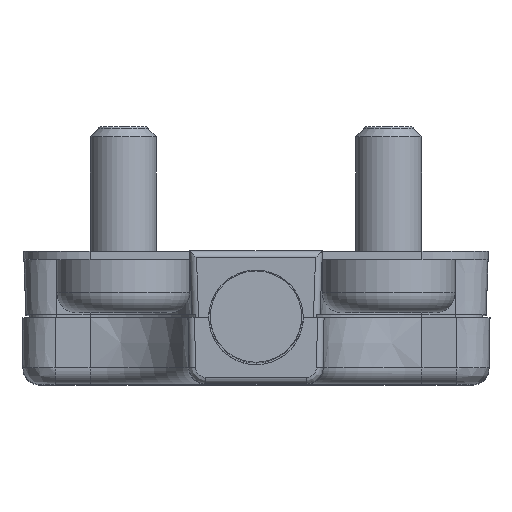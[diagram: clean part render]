
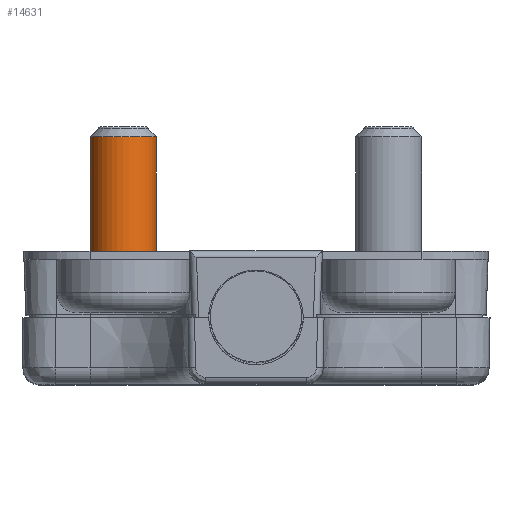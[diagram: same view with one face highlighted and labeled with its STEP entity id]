
A CAD part, top view. The second image highlights one B-rep face of the part: STEP entity #14631.
In plain terms, the highlighted cylindrical face has radius 1 mm (diameter 2 mm), a partial arc.
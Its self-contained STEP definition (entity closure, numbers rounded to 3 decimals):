
#14267=CARTESIAN_POINT('',(-3.7,0.,0.));
#14268=DIRECTION('',(-1.,0.,0.));
#14269=DIRECTION('',(0.,1.,0.));
#14270=AXIS2_PLACEMENT_3D('',#14267,#14268,#14269);
#14272=DIRECTION('',(-1.,0.,0.));
#14273=VECTOR('',#14272,3.7);
#14274=CARTESIAN_POINT('',(0.,-1.,0.));
#14275=LINE('',#14274,#14273);
#14276=CARTESIAN_POINT('',(0.,0.,0.));
#14277=DIRECTION('',(-1.,0.,0.));
#14278=DIRECTION('',(0.,1.,0.));
#14279=AXIS2_PLACEMENT_3D('',#14276,#14277,#14278);
#14281=DIRECTION('',(-1.,0.,0.));
#14282=VECTOR('',#14281,3.7);
#14283=CARTESIAN_POINT('',(0.,1.,0.));
#14284=LINE('',#14283,#14282);
#14449=CARTESIAN_POINT('',(0.,1.,0.));
#14450=CARTESIAN_POINT('',(0.,-1.,0.));
#14451=VERTEX_POINT('',#14449);
#14452=VERTEX_POINT('',#14450);
#14457=CARTESIAN_POINT('',(-3.7,1.,0.));
#14458=CARTESIAN_POINT('',(-3.7,-1.,0.));
#14459=VERTEX_POINT('',#14457);
#14460=VERTEX_POINT('',#14458);
#14617=CARTESIAN_POINT('',(-4.28,0.,0.));
#14618=DIRECTION('',(1.,0.,0.));
#14619=DIRECTION('',(0.,-1.,0.));
#14620=AXIS2_PLACEMENT_3D('',#14617,#14618,#14619);
#14621=CYLINDRICAL_SURFACE('',#14620,1.);
#14623=ORIENTED_EDGE('',*,*,#14622,.T.);
#14625=ORIENTED_EDGE('',*,*,#14624,.F.);
#14626=ORIENTED_EDGE('',*,*,#14610,.F.);
#14628=ORIENTED_EDGE('',*,*,#14627,.T.);
#14629=EDGE_LOOP('',(#14623,#14625,#14626,#14628));
#14630=FACE_OUTER_BOUND('',#14629,.F.);
#14631=ADVANCED_FACE('',(#14630),#14621,.T.);
#14271=CIRCLE('',#14270,1.);
#14280=CIRCLE('',#14279,1.);
#14610=EDGE_CURVE('',#14451,#14452,#14280,.T.);
#14622=EDGE_CURVE('',#14459,#14460,#14271,.T.);
#14624=EDGE_CURVE('',#14452,#14460,#14275,.T.);
#14627=EDGE_CURVE('',#14451,#14459,#14284,.T.);
